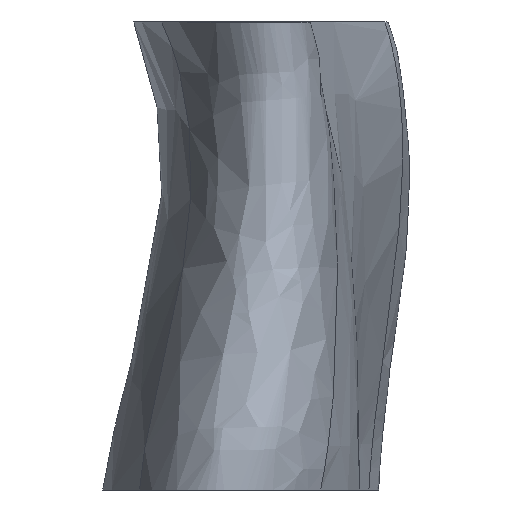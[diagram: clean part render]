
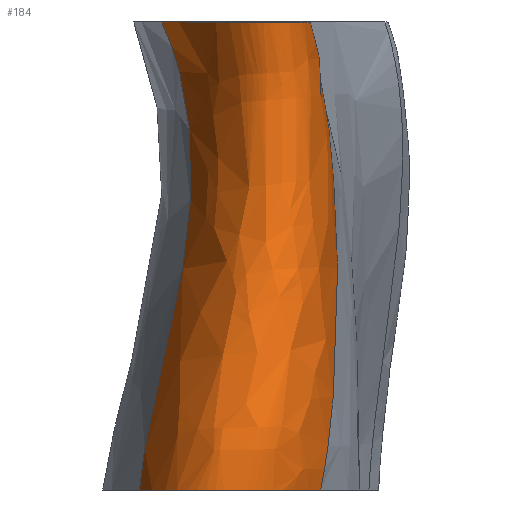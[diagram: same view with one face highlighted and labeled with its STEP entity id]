
A CAD part, left-side view. The second image highlights one B-rep face of the part: STEP entity #184.
In plain terms, the highlighted free-form (B-spline) face has degree [3, 3] with [4, 4] control points.
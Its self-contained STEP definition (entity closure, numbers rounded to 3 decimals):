
#9 = CARTESIAN_POINT ( 'NONE',  ( -24.414, -5.974, 50. ) ) ;
#12 = B_SPLINE_CURVE_WITH_KNOTS ( 'NONE', 3,
 ( #217, #286, #165, #14 ),
 .UNSPECIFIED., .F., .F.,
 ( 4, 4 ),
 ( 0., 1. ),
 .UNSPECIFIED. ) ;
#14 = CARTESIAN_POINT ( 'NONE',  ( -24.414, -5.974, 50. ) ) ;
#16 = CARTESIAN_POINT ( 'NONE',  ( -14.953, -10.321, 36.84 ) ) ;
#18 = CARTESIAN_POINT ( 'NONE',  ( -37.664, -12.225, 35.151 ) ) ;
#23 = FACE_OUTER_BOUND ( 'NONE', #211, .T. ) ;
#24 = CARTESIAN_POINT ( 'NONE',  ( -37.291, -7.564, 0. ) ) ;
#30 = VERTEX_POINT ( 'NONE', #76 ) ;
#42 = B_SPLINE_CURVE_WITH_KNOTS ( 'NONE', 3,
 ( #246, #110, #131, #114 ),
 .UNSPECIFIED., .F., .F.,
 ( 4, 4 ),
 ( 0., 1. ),
 .UNSPECIFIED. ) ;
#56 = VERTEX_POINT ( 'NONE', #175 ) ;
#66 = CARTESIAN_POINT ( 'NONE',  ( -45.571, 3.258, 50. ) ) ;
#76 = CARTESIAN_POINT ( 'NONE',  ( -37.291, -7.564, 0. ) ) ;
#92 = CARTESIAN_POINT ( 'NONE',  ( -37.449, 11.785, 0. ) ) ;
#93 = B_SPLINE_SURFACE_WITH_KNOTS ( 'NONE', 3, 3, ( 
 ( #113, #220, #276, #92 ),
 ( #66, #163, #250, #186 ),
 ( #159, #18, #124, #199 ),
 ( #196, #239, #215, #24 ) ),
 .UNSPECIFIED., .F., .F., .F.,
 ( 4, 4 ),
 ( 4, 4 ),
 ( 0., 1. ),
 ( 0., 1. ),
 .UNSPECIFIED. ) ;
#98 = EDGE_CURVE ( 'NONE', #56, #99, #267, .T. ) ;
#99 = VERTEX_POINT ( 'NONE', #224 ) ;
#110 = CARTESIAN_POINT ( 'NONE',  ( -51.406, 7.979, 0. ) ) ;
#112 = CARTESIAN_POINT ( 'NONE',  ( -28.646, 1.311, 32.234 ) ) ;
#113 = CARTESIAN_POINT ( 'NONE',  ( -28.133, 9.413, 50. ) ) ;
#114 = CARTESIAN_POINT ( 'NONE',  ( -37.291, -7.564, 0. ) ) ;
#121 = ORIENTED_EDGE ( 'NONE', *, *, #203, .F. ) ;
#124 = CARTESIAN_POINT ( 'NONE',  ( -53.196, -6.504, 11.77 ) ) ;
#131 = CARTESIAN_POINT ( 'NONE',  ( -51.406, -2.013, 0. ) ) ;
#137 = CARTESIAN_POINT ( 'NONE',  ( -24.414, -5.974, 50. ) ) ;
#147 = VERTEX_POINT ( 'NONE', #137 ) ;
#159 = CARTESIAN_POINT ( 'NONE',  ( -45.571, -9.179, 50. ) ) ;
#163 = CARTESIAN_POINT ( 'NONE',  ( -40.672, -2.073, 33.923 ) ) ;
#165 = CARTESIAN_POINT ( 'NONE',  ( -45.571, -9.179, 50. ) ) ;
#173 = ORIENTED_EDGE ( 'NONE', *, *, #207, .T. ) ;
#175 = CARTESIAN_POINT ( 'NONE',  ( -37.449, 11.785, 0. ) ) ;
#177 = CARTESIAN_POINT ( 'NONE',  ( -37.061, -10.117, 12.19 ) ) ;
#184 = ADVANCED_FACE ( 'NONE', ( #23 ), #93, .F. ) ;
#186 = CARTESIAN_POINT ( 'NONE',  ( -51.406, 7.979, 0. ) ) ;
#192 = ORIENTED_EDGE ( 'NONE', *, *, #98, .F. ) ;
#196 = CARTESIAN_POINT ( 'NONE',  ( -24.414, -5.974, 50. ) ) ;
#198 = CARTESIAN_POINT ( 'NONE',  ( -37.449, 11.785, 0. ) ) ;
#199 = CARTESIAN_POINT ( 'NONE',  ( -51.406, -2.013, 0. ) ) ;
#203 = EDGE_CURVE ( 'NONE', #99, #147, #12, .T. ) ;
#207 = EDGE_CURVE ( 'NONE', #56, #30, #42, .T. ) ;
#211 = EDGE_LOOP ( 'NONE', ( #121, #192, #173, #285 ) ) ;
#215 = CARTESIAN_POINT ( 'NONE',  ( -37.061, -10.117, 12.19 ) ) ;
#217 = CARTESIAN_POINT ( 'NONE',  ( -28.133, 9.413, 50. ) ) ;
#218 = CARTESIAN_POINT ( 'NONE',  ( -28.133, 9.413, 50. ) ) ;
#220 = CARTESIAN_POINT ( 'NONE',  ( -28.646, 1.311, 32.234 ) ) ;
#224 = CARTESIAN_POINT ( 'NONE',  ( -28.133, 9.413, 50. ) ) ;
#239 = CARTESIAN_POINT ( 'NONE',  ( -14.953, -10.321, 36.84 ) ) ;
#246 = CARTESIAN_POINT ( 'NONE',  ( -37.449, 11.785, 0. ) ) ;
#248 = CARTESIAN_POINT ( 'NONE',  ( -36.992, 11.249, 11.045 ) ) ;
#250 = CARTESIAN_POINT ( 'NONE',  ( -52.787, 5.309, 11.465 ) ) ;
#261 = B_SPLINE_CURVE_WITH_KNOTS ( 'NONE', 3,
 ( #9, #16, #177, #269 ),
 .UNSPECIFIED., .F., .F.,
 ( 4, 4 ),
 ( 0., 1. ),
 .UNSPECIFIED. ) ;
#265 = EDGE_CURVE ( 'NONE', #147, #30, #261, .T. ) ;
#267 = B_SPLINE_CURVE_WITH_KNOTS ( 'NONE', 3,
 ( #198, #248, #112, #218 ),
 .UNSPECIFIED., .F., .F.,
 ( 4, 4 ),
 ( 0., 1. ),
 .UNSPECIFIED. ) ;
#269 = CARTESIAN_POINT ( 'NONE',  ( -37.291, -7.564, 0. ) ) ;
#276 = CARTESIAN_POINT ( 'NONE',  ( -36.992, 11.249, 11.045 ) ) ;
#285 = ORIENTED_EDGE ( 'NONE', *, *, #265, .F. ) ;
#286 = CARTESIAN_POINT ( 'NONE',  ( -45.571, 3.258, 50. ) ) ;
